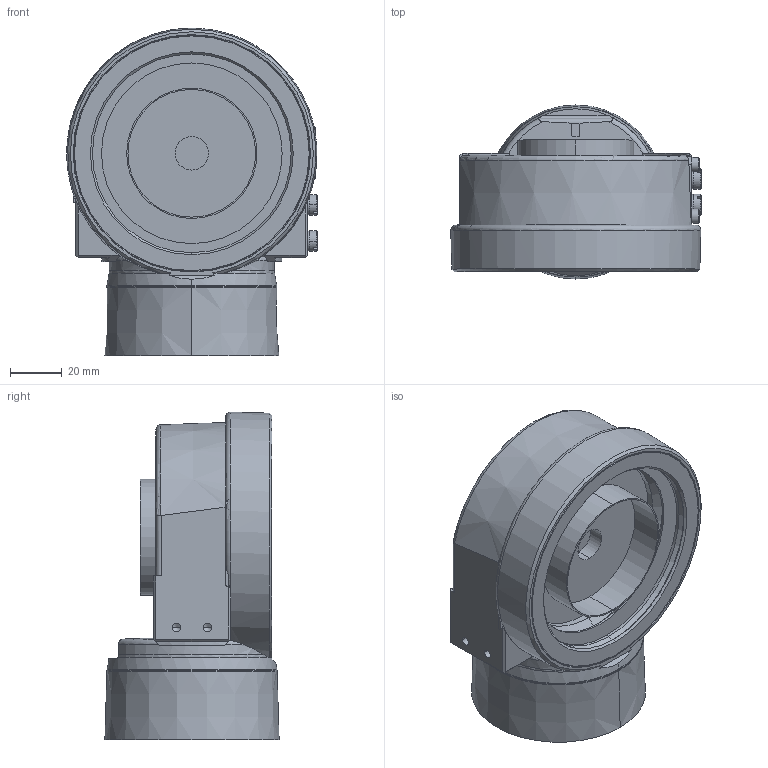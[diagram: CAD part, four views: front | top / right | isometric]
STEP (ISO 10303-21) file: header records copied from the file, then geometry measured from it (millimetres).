
FILE_DESCRIPTION((''),'2;1');
FILE_NAME('_C8-AXXXXX-S-1_ARM_5','2019-08-25T14:41:07',('arco0'),(''),'CREO PARAMETRIC BY PTC INC, 2018420','CREO PARAMETRIC BY PTC INC, 2018420','');
FILE_SCHEMA(('AUTOMOTIVE_DESIGN { 1 0 10303 214 1 1 1 1 }'));
Length unit declared in the file: millimetre
Products named in the file (1): _C8-AXXXXX-S-1_ARM_5
Bounding box: 97.05 x 67.5 x 127 mm (x, y, z)
Volume: 267922.7 mm3; surface area: 65001.2 mm2
Topology: 1 solids, 3 shells, 352 faces, 844 edges, 534 vertices
Faces by surface type: plane 133, cylinder 113, cone 70, torus 36
Entity records: 13092 total; most frequent: CARTESIAN_POINT 2287, DIRECTION 1794, ORIENTED_EDGE 1664, EDGE_CURVE 832, AXIS2_PLACEMENT_3D 718, VERTEX_POINT 534, EDGE_LOOP 400, CIRCLE 366
